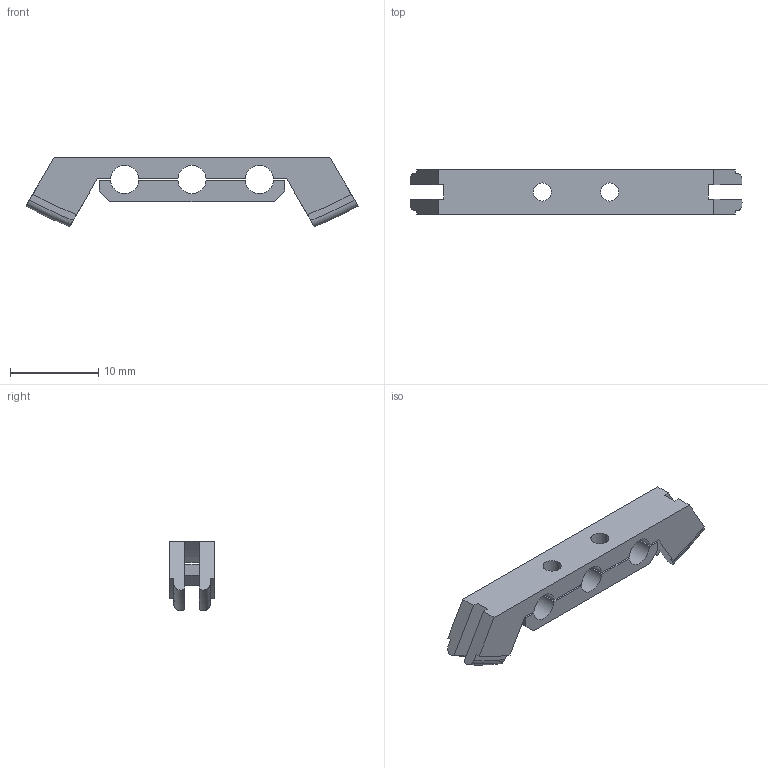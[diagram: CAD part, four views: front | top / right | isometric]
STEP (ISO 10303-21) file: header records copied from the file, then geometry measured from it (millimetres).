
FILE_DESCRIPTION (( 'STEP AP214' ), '1' );
FILE_NAME ('CF63¼Ð³ÖÆ÷-03.STEP', '2023-11-09T01:11:12', ( '' ), ( '' ), 'SwSTEP 2.0', 'SolidWorks 2020', '' );
FILE_SCHEMA (( 'AUTOMOTIVE_DESIGN' ));
Length unit declared in the file: millimetre
Products named in the file (1): CF63標厥ん-03
Bounding box: 37.53 x 5 x 7.82 mm (x, y, z)
Volume: 603.2 mm3; surface area: 1166.6 mm2
Topology: 2 solids, 2 shells, 67 faces, 189 edges, 126 vertices
Faces by surface type: plane 36, cylinder 27, torus 4
Entity records: 2400 total; most frequent: CARTESIAN_POINT 455, DIRECTION 383, ORIENTED_EDGE 378, EDGE_CURVE 189, AXIS2_PLACEMENT_3D 134, VERTEX_POINT 126, VECTOR 115, LINE 115
